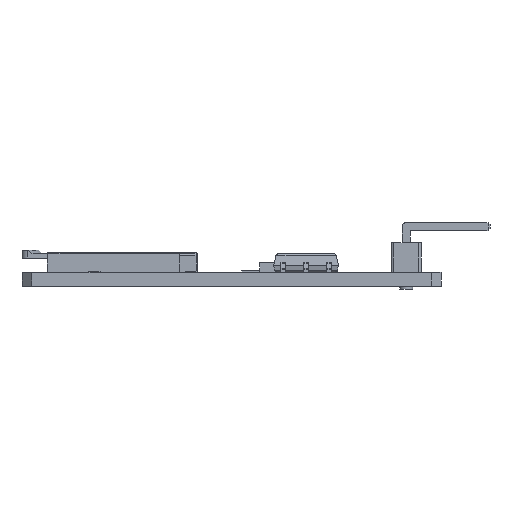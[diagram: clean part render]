
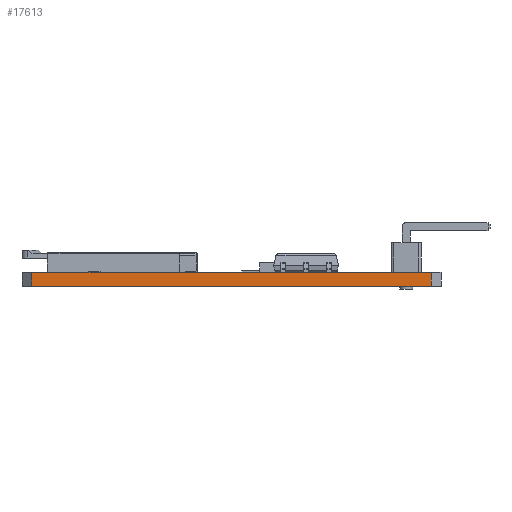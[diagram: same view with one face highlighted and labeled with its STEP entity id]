
A CAD part, front view. The second image highlights one B-rep face of the part: STEP entity #17613.
In plain terms, the highlighted planar face has unit normal (0, -1, 0).
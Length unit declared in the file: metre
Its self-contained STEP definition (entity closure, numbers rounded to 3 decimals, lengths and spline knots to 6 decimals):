
#723 = CARTESIAN_POINT ( 'NONE',  ( -0.027898, -0.008368, -0.0032 ) ) ;
#771 = EDGE_LOOP ( 'NONE', ( #5601, #17741, #16189, #13701 ) ) ;
#1224 = VERTEX_POINT ( 'NONE', #723 ) ;
#1950 = LINE ( 'NONE', #18102, #19816 ) ;
#3550 = VECTOR ( 'NONE', #4009, 1. ) ;
#4009 = DIRECTION ( 'NONE',  ( 0., 0., -1. ) ) ;
#4718 = EDGE_CURVE ( 'NONE', #10227, #1224, #1950, .T. ) ;
#5060 = LINE ( 'NONE', #5371, #13082 ) ;
#5371 = CARTESIAN_POINT ( 'NONE',  ( -0.028898, -0.008368, -0.0032 ) ) ;
#5601 = ORIENTED_EDGE ( 'NONE', *, *, #4718, .T. ) ;
#6335 = CARTESIAN_POINT ( 'NONE',  ( -0.028898, -0.008368, -0.0018 ) ) ;
#7251 = CARTESIAN_POINT ( 'NONE',  ( -0.027898, -0.008368, -0.0018 ) ) ;
#7255 = EDGE_CURVE ( 'NONE', #1224, #17246, #5060, .T. ) ;
#7493 = VERTEX_POINT ( 'NONE', #9651 ) ;
#9157 = FACE_OUTER_BOUND ( 'NONE', #771, .T. ) ;
#9651 = CARTESIAN_POINT ( 'NONE',  ( 0.012102, -0.008368, -0.0018 ) ) ;
#9964 = CARTESIAN_POINT ( 'NONE',  ( 0.012102, -0.008368, -0.0032 ) ) ;
#10227 = VERTEX_POINT ( 'NONE', #7251 ) ;
#11268 = DIRECTION ( 'NONE',  ( 1., 0., 0. ) ) ;
#11763 = DIRECTION ( 'NONE',  ( 1., 0., 0. ) ) ;
#12632 = LINE ( 'NONE', #6335, #15611 ) ;
#12707 = DIRECTION ( 'NONE',  ( 0., 1., 0. ) ) ;
#13082 = VECTOR ( 'NONE', #11763, 1. ) ;
#13315 = AXIS2_PLACEMENT_3D ( 'NONE', #14177, #12707, #14075 ) ;
#13701 = ORIENTED_EDGE ( 'NONE', *, *, #15244, .F. ) ;
#14075 = DIRECTION ( 'NONE',  ( 1., 0., 0. ) ) ;
#14177 = CARTESIAN_POINT ( 'NONE',  ( -0.028898, -0.008368, -0.0018 ) ) ;
#14279 = PLANE ( 'NONE',  #13315 ) ;
#15244 = EDGE_CURVE ( 'NONE', #10227, #7493, #12632, .T. ) ;
#15450 = EDGE_CURVE ( 'NONE', #7493, #17246, #20375, .T. ) ;
#15611 = VECTOR ( 'NONE', #11268, 1. ) ;
#16189 = ORIENTED_EDGE ( 'NONE', *, *, #15450, .F. ) ;
#16926 = CARTESIAN_POINT ( 'NONE',  ( 0.012102, -0.008368, -0.0018 ) ) ;
#17246 = VERTEX_POINT ( 'NONE', #9964 ) ;
#17613 = ADVANCED_FACE ( 'NONE', ( #9157 ), #14279, .F. ) ;
#17741 = ORIENTED_EDGE ( 'NONE', *, *, #7255, .T. ) ;
#17794 = DIRECTION ( 'NONE',  ( 0., 0., -1. ) ) ;
#18102 = CARTESIAN_POINT ( 'NONE',  ( -0.027898, -0.008368, -0.0018 ) ) ;
#19816 = VECTOR ( 'NONE', #17794, 1. ) ;
#20375 = LINE ( 'NONE', #16926, #3550 ) ;
